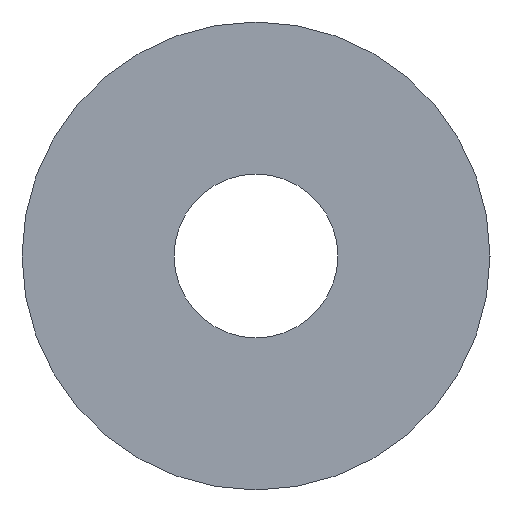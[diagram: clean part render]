
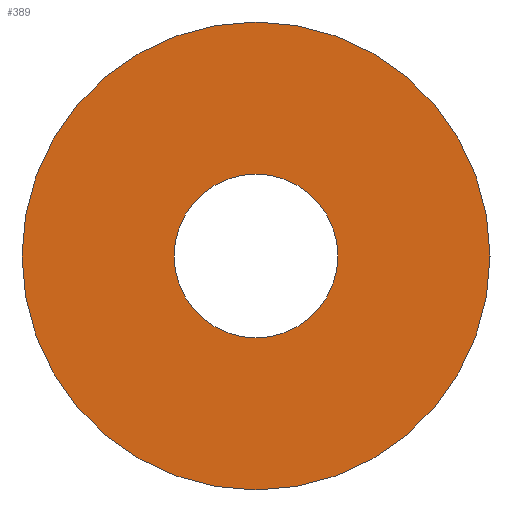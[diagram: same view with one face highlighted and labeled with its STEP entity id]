
A CAD part, front view. The second image highlights one B-rep face of the part: STEP entity #389.
In plain terms, the highlighted planar face has unit normal (0, -1, 0).
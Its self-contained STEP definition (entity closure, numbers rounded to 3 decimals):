
#1 = DIRECTION ( 'NONE',  ( 0., 0., -1. ) ) ;
#6 = DIRECTION ( 'NONE',  ( 0., -1., 0. ) ) ;
#29 = CARTESIAN_POINT ( 'NONE',  ( 0., 0., 5. ) ) ;
#30 = EDGE_LOOP ( 'NONE', ( #226, #346 ) ) ;
#31 = EDGE_CURVE ( 'NONE', #97, #151, #86, .T. ) ;
#32 = VERTEX_POINT ( 'NONE', #462 ) ;
#36 = CARTESIAN_POINT ( 'NONE',  ( 0., 0., 0. ) ) ;
#44 = AXIS2_PLACEMENT_3D ( 'NONE', #63, #210, #393 ) ;
#63 = CARTESIAN_POINT ( 'NONE',  ( 0., 0., 0. ) ) ;
#72 = DIRECTION ( 'NONE',  ( 0., 0., -1. ) ) ;
#86 = CIRCLE ( 'NONE', #154, 5. ) ;
#97 = VERTEX_POINT ( 'NONE', #354 ) ;
#101 = AXIS2_PLACEMENT_3D ( 'NONE', #227, #374, #72 ) ;
#109 = CARTESIAN_POINT ( 'NONE',  ( 1.75, 0., 0. ) ) ;
#128 = CIRCLE ( 'NONE', #101, 1.75 ) ;
#151 = VERTEX_POINT ( 'NONE', #29 ) ;
#154 = AXIS2_PLACEMENT_3D ( 'NONE', #170, #426, #430 ) ;
#155 = DIRECTION ( 'NONE',  ( 0., -1., 0. ) ) ;
#170 = CARTESIAN_POINT ( 'NONE',  ( 0., 0., 0. ) ) ;
#185 = EDGE_CURVE ( 'NONE', #151, #97, #345, .T. ) ;
#197 = VERTEX_POINT ( 'NONE', #217 ) ;
#208 = EDGE_LOOP ( 'NONE', ( #328, #437 ) ) ;
#210 = DIRECTION ( 'NONE',  ( 0., -1., 0. ) ) ;
#217 = CARTESIAN_POINT ( 'NONE',  ( 0., 0., -1.75 ) ) ;
#226 = ORIENTED_EDGE ( 'NONE', *, *, #31, .T. ) ;
#227 = CARTESIAN_POINT ( 'NONE',  ( 0., 0., 0. ) ) ;
#287 = FACE_OUTER_BOUND ( 'NONE', #30, .T. ) ;
#296 = CIRCLE ( 'NONE', #358, 1.75 ) ;
#305 = FACE_BOUND ( 'NONE', #208, .T. ) ;
#328 = ORIENTED_EDGE ( 'NONE', *, *, #335, .F. ) ;
#335 = EDGE_CURVE ( 'NONE', #197, #32, #296, .T. ) ;
#345 = CIRCLE ( 'NONE', #44, 5. ) ;
#346 = ORIENTED_EDGE ( 'NONE', *, *, #185, .T. ) ;
#354 = CARTESIAN_POINT ( 'NONE',  ( 0., 0., -5. ) ) ;
#358 = AXIS2_PLACEMENT_3D ( 'NONE', #36, #155, #369 ) ;
#369 = DIRECTION ( 'NONE',  ( 0., 0., -1. ) ) ;
#374 = DIRECTION ( 'NONE',  ( 0., -1., 0. ) ) ;
#383 = EDGE_CURVE ( 'NONE', #32, #197, #128, .T. ) ;
#389 = ADVANCED_FACE ( 'NONE', ( #287, #305 ), #444, .T. ) ;
#393 = DIRECTION ( 'NONE',  ( 0., 0., -1. ) ) ;
#426 = DIRECTION ( 'NONE',  ( 0., -1., 0. ) ) ;
#430 = DIRECTION ( 'NONE',  ( 0., 0., -1. ) ) ;
#434 = AXIS2_PLACEMENT_3D ( 'NONE', #109, #6, #1 ) ;
#437 = ORIENTED_EDGE ( 'NONE', *, *, #383, .F. ) ;
#444 = PLANE ( 'NONE',  #434 ) ;
#462 = CARTESIAN_POINT ( 'NONE',  ( 0., 0., 1.75 ) ) ;
